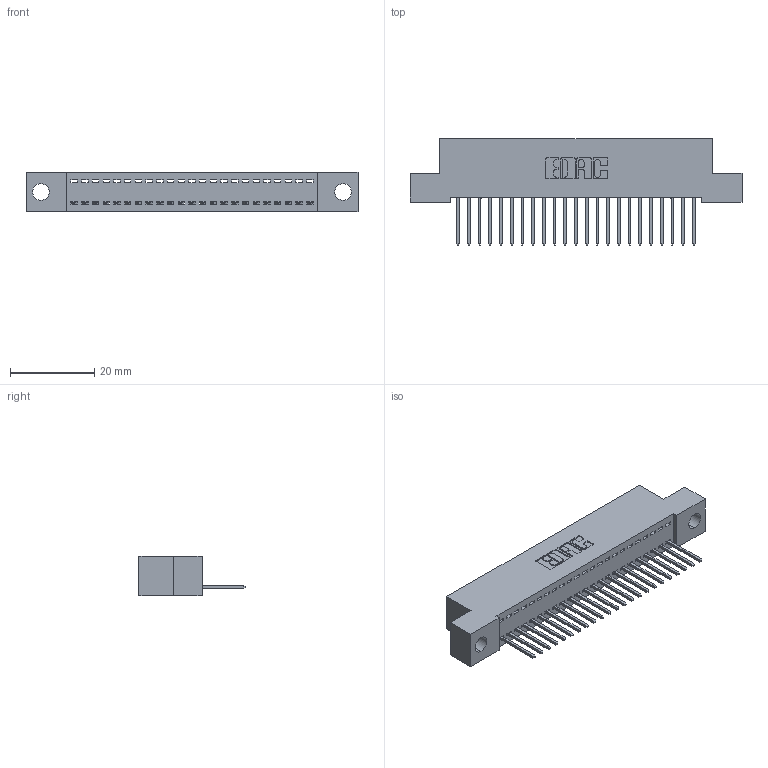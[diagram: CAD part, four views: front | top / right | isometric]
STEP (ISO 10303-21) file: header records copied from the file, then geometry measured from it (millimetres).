
FILE_DESCRIPTION (( 'STEP AP203' ), '1' );
FILE_NAME ('392-023-523-104.STEP', '2018-08-15T13:22:27', ( '' ), ( '' ), 'SwSTEP 2.0', 'SolidWorks 2016', '' );
FILE_SCHEMA (( 'CONFIG_CONTROL_DESIGN' ));
Length unit declared in the file: inch
Products named in the file (3): 392-023-523-104; 342 Part_.156 TH; 345-292-001_345-293-123
Assembly tree (24 placements, depth 2):
  392-023-523-104
    342 Part_.156 TH
    345-292-001_345-293-123  x23
Bounding box: 78.74 x 25.15 x 9.4 mm (x, y, z)
Volume: 6738 mm3; surface area: 9380.4 mm2
Topology: 24 solids, 24 shells, 1444 faces, 4347 edges, 2866 vertices
Faces by surface type: plane 1032, cylinder 412
Entity records: 16407 total; most frequent: CARTESIAN_POINT 2839, ORIENTED_EDGE 2798, DIRECTION 2433, EDGE_CURVE 1399, LINE 1271, VECTOR 1271, VERTEX_POINT 930, AXIS2_PLACEMENT_3D 581
